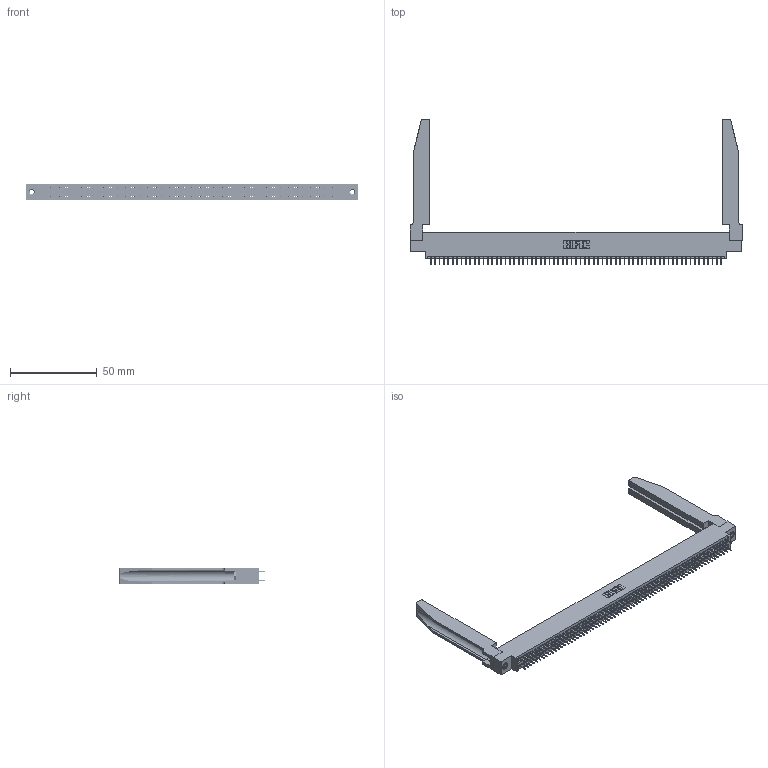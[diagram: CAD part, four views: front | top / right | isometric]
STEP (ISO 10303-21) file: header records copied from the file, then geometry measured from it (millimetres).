
FILE_DESCRIPTION (( 'STEP AP203' ), '1' );
FILE_NAME ('345-134-525-878.STEP', '2020-09-22T15:40:51', ( '' ), ( '' ), 'SwSTEP 2.0', 'SolidWorks 2020', '' );
FILE_SCHEMA (( 'CONFIG_CONTROL_DESIGN' ));
Length unit declared in the file: inch
Products named in the file (5): 345-250-001_345-250-001-102; 345 Part_0.170 Offset - 0.156 Dia-TH; 345-292-001_345-293-125; 345-220-078_345-220-078; 345-134-525-878
Assembly tree (139 placements, depth 2):
  345-134-525-878
    345 Part_0.170 Offset - 0.156 Dia-TH
    345-292-001_345-293-125  x134
    345-250-001_345-250-001-102  x2
    345-220-078_345-220-078  x2
Bounding box: 191.41 x 84 x 9.4 mm (x, y, z)
Volume: 26262.7 mm3; surface area: 34136.2 mm2
Topology: 139 solids, 139 shells, 7600 faces, 21463 edges, 13762 vertices
Faces by surface type: plane 5452, cylinder 2096, bspline 36, cone 12, torus 4
Entity records: 54150 total; most frequent: CARTESIAN_POINT 9971, ORIENTED_EDGE 8802, DIRECTION 7755, EDGE_CURVE 4401, VECTOR 3911, LINE 3911, VERTEX_POINT 2924, AXIS2_PLACEMENT_3D 1922
